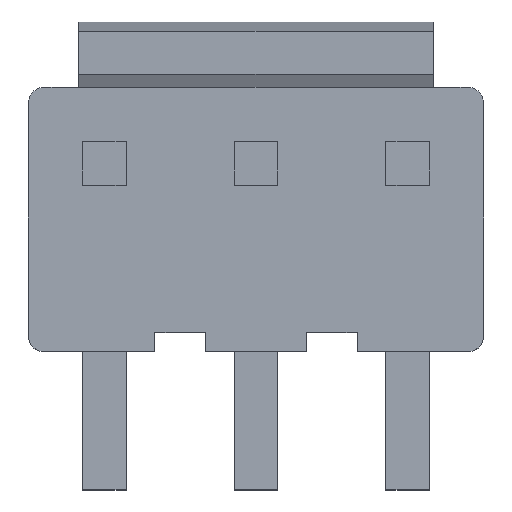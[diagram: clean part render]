
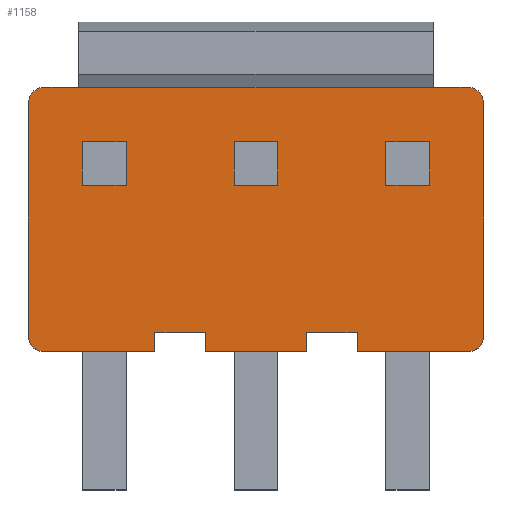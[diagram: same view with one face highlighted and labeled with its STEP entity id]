
A CAD part, top view. The second image highlights one B-rep face of the part: STEP entity #1158.
In plain terms, the highlighted planar face has unit normal (0, 0, 1).
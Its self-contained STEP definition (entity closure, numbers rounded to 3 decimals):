
#84=DIRECTION('',(0.,-1.,0.));
#85=VECTOR('',#84,6.1);
#86=CARTESIAN_POINT('',(-5.94,1.6,-6.2));
#87=LINE('',#86,#85);
#88=DIRECTION('',(0.,1.,0.));
#89=VECTOR('',#88,1.14);
#90=CARTESIAN_POINT('',(4.53,-0.57,-6.2));
#91=LINE('',#90,#89);
#92=DIRECTION('',(1.,0.,0.));
#93=VECTOR('',#92,1.14);
#94=CARTESIAN_POINT('',(3.39,0.57,-6.2));
#95=LINE('',#94,#93);
#96=DIRECTION('',(0.,1.,0.));
#97=VECTOR('',#96,1.14);
#98=CARTESIAN_POINT('',(3.39,-0.57,-6.2));
#99=LINE('',#98,#97);
#100=DIRECTION('',(1.,0.,0.));
#101=VECTOR('',#100,1.14);
#102=CARTESIAN_POINT('',(3.39,-0.57,-6.2));
#103=LINE('',#102,#101);
#104=DIRECTION('',(0.,1.,0.));
#105=VECTOR('',#104,1.14);
#106=CARTESIAN_POINT('',(0.57,-0.57,-6.2));
#107=LINE('',#106,#105);
#108=DIRECTION('',(1.,0.,0.));
#109=VECTOR('',#108,1.14);
#110=CARTESIAN_POINT('',(-0.57,0.57,-6.2));
#111=LINE('',#110,#109);
#112=DIRECTION('',(0.,1.,0.));
#113=VECTOR('',#112,1.14);
#114=CARTESIAN_POINT('',(-0.57,-0.57,-6.2));
#115=LINE('',#114,#113);
#116=DIRECTION('',(1.,0.,0.));
#117=VECTOR('',#116,1.14);
#118=CARTESIAN_POINT('',(-0.57,-0.57,-6.2));
#119=LINE('',#118,#117);
#120=DIRECTION('',(0.,1.,0.));
#121=VECTOR('',#120,1.14);
#122=CARTESIAN_POINT('',(-3.39,-0.57,-6.2));
#123=LINE('',#122,#121);
#124=DIRECTION('',(1.,0.,0.));
#125=VECTOR('',#124,1.14);
#126=CARTESIAN_POINT('',(-4.53,0.57,-6.2));
#127=LINE('',#126,#125);
#128=DIRECTION('',(0.,1.,0.));
#129=VECTOR('',#128,1.14);
#130=CARTESIAN_POINT('',(-4.53,-0.57,-6.2));
#131=LINE('',#130,#129);
#132=DIRECTION('',(1.,0.,0.));
#133=VECTOR('',#132,1.14);
#134=CARTESIAN_POINT('',(-4.53,-0.57,-6.2));
#135=LINE('',#134,#133);
#136=DIRECTION('',(0.,1.,0.));
#137=VECTOR('',#136,0.5);
#138=CARTESIAN_POINT('',(-1.32,-4.9,-6.2));
#139=LINE('',#138,#137);
#140=DIRECTION('',(-1.,0.,0.));
#141=VECTOR('',#140,1.32);
#142=CARTESIAN_POINT('',(-1.32,-4.4,-6.2));
#143=LINE('',#142,#141);
#144=DIRECTION('',(0.,1.,0.));
#145=VECTOR('',#144,0.5);
#146=CARTESIAN_POINT('',(-2.64,-4.9,-6.2));
#147=LINE('',#146,#145);
#148=CARTESIAN_POINT('',(-5.54,-4.5,-6.2));
#149=DIRECTION('',(0.,0.,1.));
#150=DIRECTION('',(-1.,0.,0.));
#151=AXIS2_PLACEMENT_3D('',#148,#149,#150);
#153=CARTESIAN_POINT('',(-5.54,1.6,-6.2));
#154=DIRECTION('',(0.,0.,1.));
#155=DIRECTION('',(0.,1.,0.));
#156=AXIS2_PLACEMENT_3D('',#153,#154,#155);
#158=DIRECTION('',(1.,0.,0.));
#159=VECTOR('',#158,0.91);
#160=CARTESIAN_POINT('',(-5.54,2.,-6.2));
#161=LINE('',#160,#159);
#162=DIRECTION('',(1.,0.,0.));
#163=VECTOR('',#162,9.26);
#164=CARTESIAN_POINT('',(-4.63,2.,-6.2));
#165=LINE('',#164,#163);
#166=DIRECTION('',(-1.,0.,0.));
#167=VECTOR('',#166,0.91);
#168=CARTESIAN_POINT('',(5.54,2.,-6.2));
#169=LINE('',#168,#167);
#170=CARTESIAN_POINT('',(5.54,1.6,-6.2));
#171=DIRECTION('',(0.,0.,1.));
#172=DIRECTION('',(1.,0.,0.));
#173=AXIS2_PLACEMENT_3D('',#170,#171,#172);
#175=CARTESIAN_POINT('',(5.54,-4.5,-6.2));
#176=DIRECTION('',(0.,0.,1.));
#177=DIRECTION('',(0.,-1.,0.));
#178=AXIS2_PLACEMENT_3D('',#175,#176,#177);
#180=DIRECTION('',(0.,1.,0.));
#181=VECTOR('',#180,0.5);
#182=CARTESIAN_POINT('',(2.64,-4.9,-6.2));
#183=LINE('',#182,#181);
#184=DIRECTION('',(1.,0.,0.));
#185=VECTOR('',#184,1.32);
#186=CARTESIAN_POINT('',(1.32,-4.4,-6.2));
#187=LINE('',#186,#185);
#188=DIRECTION('',(0.,1.,0.));
#189=VECTOR('',#188,0.5);
#190=CARTESIAN_POINT('',(1.32,-4.9,-6.2));
#191=LINE('',#190,#189);
#652=DIRECTION('',(1.,0.,0.));
#653=VECTOR('',#652,2.9);
#654=CARTESIAN_POINT('',(2.64,-4.9,-6.2));
#655=LINE('',#654,#653);
#660=DIRECTION('',(1.,0.,0.));
#661=VECTOR('',#660,2.64);
#662=CARTESIAN_POINT('',(-1.32,-4.9,-6.2));
#663=LINE('',#662,#661);
#676=DIRECTION('',(1.,0.,0.));
#677=VECTOR('',#676,2.9);
#678=CARTESIAN_POINT('',(-5.54,-4.9,-6.2));
#679=LINE('',#678,#677);
#684=DIRECTION('',(0.,-1.,0.));
#685=VECTOR('',#684,6.1);
#686=CARTESIAN_POINT('',(5.94,1.6,-6.2));
#687=LINE('',#686,#685);
#817=CARTESIAN_POINT('',(-4.63,2.,-6.2));
#819=VERTEX_POINT('',#817);
#821=CARTESIAN_POINT('',(4.63,2.,-6.2));
#823=VERTEX_POINT('',#821);
#880=CARTESIAN_POINT('',(4.53,-0.57,-6.2));
#881=CARTESIAN_POINT('',(4.53,0.57,-6.2));
#882=VERTEX_POINT('',#880);
#883=VERTEX_POINT('',#881);
#884=CARTESIAN_POINT('',(3.39,-0.57,-6.2));
#885=CARTESIAN_POINT('',(3.39,0.57,-6.2));
#886=VERTEX_POINT('',#884);
#887=VERTEX_POINT('',#885);
#928=CARTESIAN_POINT('',(0.57,-0.57,-6.2));
#929=CARTESIAN_POINT('',(0.57,0.57,-6.2));
#930=VERTEX_POINT('',#928);
#931=VERTEX_POINT('',#929);
#932=CARTESIAN_POINT('',(-0.57,-0.57,-6.2));
#933=CARTESIAN_POINT('',(-0.57,0.57,-6.2));
#934=VERTEX_POINT('',#932);
#935=VERTEX_POINT('',#933);
#944=CARTESIAN_POINT('',(1.32,-4.9,-6.2));
#945=CARTESIAN_POINT('',(1.32,-4.4,-6.2));
#946=VERTEX_POINT('',#944);
#947=VERTEX_POINT('',#945);
#948=CARTESIAN_POINT('',(2.64,-4.9,-6.2));
#949=CARTESIAN_POINT('',(2.64,-4.4,-6.2));
#950=VERTEX_POINT('',#948);
#951=VERTEX_POINT('',#949);
#960=CARTESIAN_POINT('',(-1.32,-4.9,-6.2));
#961=CARTESIAN_POINT('',(-1.32,-4.4,-6.2));
#962=VERTEX_POINT('',#960);
#963=VERTEX_POINT('',#961);
#964=CARTESIAN_POINT('',(-2.64,-4.9,-6.2));
#965=CARTESIAN_POINT('',(-2.64,-4.4,-6.2));
#966=VERTEX_POINT('',#964);
#967=VERTEX_POINT('',#965);
#1008=CARTESIAN_POINT('',(-3.39,-0.57,-6.2));
#1009=CARTESIAN_POINT('',(-3.39,0.57,-6.2));
#1010=VERTEX_POINT('',#1008);
#1011=VERTEX_POINT('',#1009);
#1012=CARTESIAN_POINT('',(-4.53,-0.57,-6.2));
#1013=CARTESIAN_POINT('',(-4.53,0.57,-6.2));
#1014=VERTEX_POINT('',#1012);
#1015=VERTEX_POINT('',#1013);
#1028=CARTESIAN_POINT('',(5.54,-4.9,-6.2));
#1029=VERTEX_POINT('',#1028);
#1030=CARTESIAN_POINT('',(5.94,-4.5,-6.2));
#1031=VERTEX_POINT('',#1030);
#1032=CARTESIAN_POINT('',(5.94,1.6,-6.2));
#1033=CARTESIAN_POINT('',(5.54,2.,-6.2));
#1034=VERTEX_POINT('',#1032);
#1035=VERTEX_POINT('',#1033);
#1040=CARTESIAN_POINT('',(-5.94,-4.5,-6.2));
#1041=CARTESIAN_POINT('',(-5.54,-4.9,-6.2));
#1042=VERTEX_POINT('',#1040);
#1043=VERTEX_POINT('',#1041);
#1052=CARTESIAN_POINT('',(-5.54,2.,-6.2));
#1053=VERTEX_POINT('',#1052);
#1054=CARTESIAN_POINT('',(-5.94,1.6,-6.2));
#1055=VERTEX_POINT('',#1054);
#1087=CARTESIAN_POINT('',(-5.94,2.,-6.2));
#1088=DIRECTION('',(0.,0.,1.));
#1089=DIRECTION('',(0.,-1.,0.));
#1090=AXIS2_PLACEMENT_3D('',#1087,#1088,#1089);
#1091=PLANE('',#1090);
#1093=ORIENTED_EDGE('',*,*,#1092,.T.);
#1095=ORIENTED_EDGE('',*,*,#1094,.T.);
#1097=ORIENTED_EDGE('',*,*,#1096,.F.);
#1099=ORIENTED_EDGE('',*,*,#1098,.F.);
#1100=ORIENTED_EDGE('',*,*,#1077,.F.);
#1101=ORIENTED_EDGE('',*,*,#1067,.F.);
#1103=ORIENTED_EDGE('',*,*,#1102,.F.);
#1105=ORIENTED_EDGE('',*,*,#1104,.T.);
#1107=ORIENTED_EDGE('',*,*,#1106,.T.);
#1109=ORIENTED_EDGE('',*,*,#1108,.F.);
#1111=ORIENTED_EDGE('',*,*,#1110,.F.);
#1113=ORIENTED_EDGE('',*,*,#1112,.T.);
#1115=ORIENTED_EDGE('',*,*,#1114,.F.);
#1117=ORIENTED_EDGE('',*,*,#1116,.F.);
#1119=ORIENTED_EDGE('',*,*,#1118,.T.);
#1121=ORIENTED_EDGE('',*,*,#1120,.F.);
#1123=ORIENTED_EDGE('',*,*,#1122,.F.);
#1125=ORIENTED_EDGE('',*,*,#1124,.F.);
#1126=EDGE_LOOP('',(#1093,#1095,#1097,#1099,#1100,#1101,#1103,#1105,#1107,#1109,
#1111,#1113,#1115,#1117,#1119,#1121,#1123,#1125));
#1127=FACE_OUTER_BOUND('',#1126,.F.);
#1129=ORIENTED_EDGE('',*,*,#1128,.T.);
#1131=ORIENTED_EDGE('',*,*,#1130,.F.);
#1133=ORIENTED_EDGE('',*,*,#1132,.F.);
#1135=ORIENTED_EDGE('',*,*,#1134,.T.);
#1136=EDGE_LOOP('',(#1129,#1131,#1133,#1135));
#1137=FACE_BOUND('',#1136,.F.);
#1139=ORIENTED_EDGE('',*,*,#1138,.T.);
#1141=ORIENTED_EDGE('',*,*,#1140,.F.);
#1143=ORIENTED_EDGE('',*,*,#1142,.F.);
#1145=ORIENTED_EDGE('',*,*,#1144,.T.);
#1146=EDGE_LOOP('',(#1139,#1141,#1143,#1145));
#1147=FACE_BOUND('',#1146,.F.);
#1149=ORIENTED_EDGE('',*,*,#1148,.T.);
#1151=ORIENTED_EDGE('',*,*,#1150,.F.);
#1153=ORIENTED_EDGE('',*,*,#1152,.F.);
#1155=ORIENTED_EDGE('',*,*,#1154,.T.);
#1156=EDGE_LOOP('',(#1149,#1151,#1153,#1155));
#1157=FACE_BOUND('',#1156,.F.);
#1158=ADVANCED_FACE('',(#1127,#1137,#1147,#1157),#1091,.T.);
#152=CIRCLE('',#151,0.4);
#157=CIRCLE('',#156,0.4);
#174=CIRCLE('',#173,0.4);
#179=CIRCLE('',#178,0.4);
#1067=EDGE_CURVE('',#1055,#1042,#87,.T.);
#1077=EDGE_CURVE('',#1042,#1043,#152,.T.);
#1092=EDGE_CURVE('',#962,#963,#139,.T.);
#1094=EDGE_CURVE('',#963,#967,#143,.T.);
#1096=EDGE_CURVE('',#966,#967,#147,.T.);
#1098=EDGE_CURVE('',#1043,#966,#679,.T.);
#1102=EDGE_CURVE('',#1053,#1055,#157,.T.);
#1104=EDGE_CURVE('',#1053,#819,#161,.T.);
#1106=EDGE_CURVE('',#819,#823,#165,.T.);
#1108=EDGE_CURVE('',#1035,#823,#169,.T.);
#1110=EDGE_CURVE('',#1034,#1035,#174,.T.);
#1112=EDGE_CURVE('',#1034,#1031,#687,.T.);
#1114=EDGE_CURVE('',#1029,#1031,#179,.T.);
#1116=EDGE_CURVE('',#950,#1029,#655,.T.);
#1118=EDGE_CURVE('',#950,#951,#183,.T.);
#1120=EDGE_CURVE('',#947,#951,#187,.T.);
#1122=EDGE_CURVE('',#946,#947,#191,.T.);
#1124=EDGE_CURVE('',#962,#946,#663,.T.);
#1128=EDGE_CURVE('',#882,#883,#91,.T.);
#1130=EDGE_CURVE('',#887,#883,#95,.T.);
#1132=EDGE_CURVE('',#886,#887,#99,.T.);
#1134=EDGE_CURVE('',#886,#882,#103,.T.);
#1138=EDGE_CURVE('',#930,#931,#107,.T.);
#1140=EDGE_CURVE('',#935,#931,#111,.T.);
#1142=EDGE_CURVE('',#934,#935,#115,.T.);
#1144=EDGE_CURVE('',#934,#930,#119,.T.);
#1148=EDGE_CURVE('',#1010,#1011,#123,.T.);
#1150=EDGE_CURVE('',#1015,#1011,#127,.T.);
#1152=EDGE_CURVE('',#1014,#1015,#131,.T.);
#1154=EDGE_CURVE('',#1014,#1010,#135,.T.);
